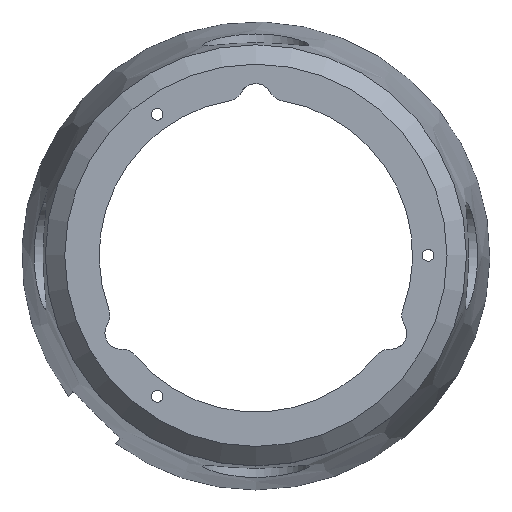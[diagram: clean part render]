
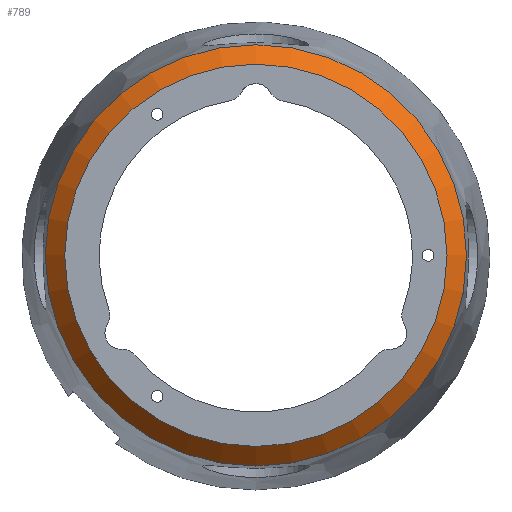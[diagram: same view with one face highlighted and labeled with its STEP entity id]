
A CAD part, top view. The second image highlights one B-rep face of the part: STEP entity #789.
In plain terms, the highlighted conical face has half-angle 45 degrees and reference radius 60.086 mm.
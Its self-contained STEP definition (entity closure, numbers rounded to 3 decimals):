
#58=LINE('',#2674,#77);
#77=VECTOR('',#993,61.5);
#112=CIRCLE('',#856,63.);
#113=CIRCLE('',#858,57.172);
#135=CONICAL_SURFACE('',#860,60.086,0.785);
#164=FACE_OUTER_BOUND('',#210,.T.);
#210=EDGE_LOOP('',(#679,#680,#681,#682));
#366=VERTEX_POINT('',#2666);
#367=VERTEX_POINT('',#2670);
#480=EDGE_CURVE('',#366,#366,#112,.T.);
#482=EDGE_CURVE('',#367,#367,#113,.T.);
#484=EDGE_CURVE('',#366,#367,#58,.T.);
#679=ORIENTED_EDGE('',*,*,#480,.T.);
#680=ORIENTED_EDGE('',*,*,#484,.T.);
#681=ORIENTED_EDGE('',*,*,#482,.T.);
#682=ORIENTED_EDGE('',*,*,#484,.F.);
#789=ADVANCED_FACE('',(#164),#135,.T.);
#856=AXIS2_PLACEMENT_3D('',#2667,#982,#983);
#858=AXIS2_PLACEMENT_3D('',#2671,#987,#988);
#860=AXIS2_PLACEMENT_3D('',#2673,#991,#992);
#982=DIRECTION('center_axis',(0.,0.,1.));
#983=DIRECTION('ref_axis',(-1.,0.,0.));
#987=DIRECTION('center_axis',(0.,0.,-1.));
#988=DIRECTION('ref_axis',(-1.,0.,0.));
#991=DIRECTION('center_axis',(0.,0.,-1.));
#992=DIRECTION('ref_axis',(-1.,0.,0.));
#993=DIRECTION('',(-0.707,0.,0.707));
#2666=CARTESIAN_POINT('',(63.,0.,15.172));
#2667=CARTESIAN_POINT('Origin',(0.,0.,15.172));
#2670=CARTESIAN_POINT('',(57.172,0.,21.));
#2671=CARTESIAN_POINT('Origin',(0.,0.,21.));
#2673=CARTESIAN_POINT('Origin',(0.,0.,18.086));
#2674=CARTESIAN_POINT('',(60.086,0.,18.086));
